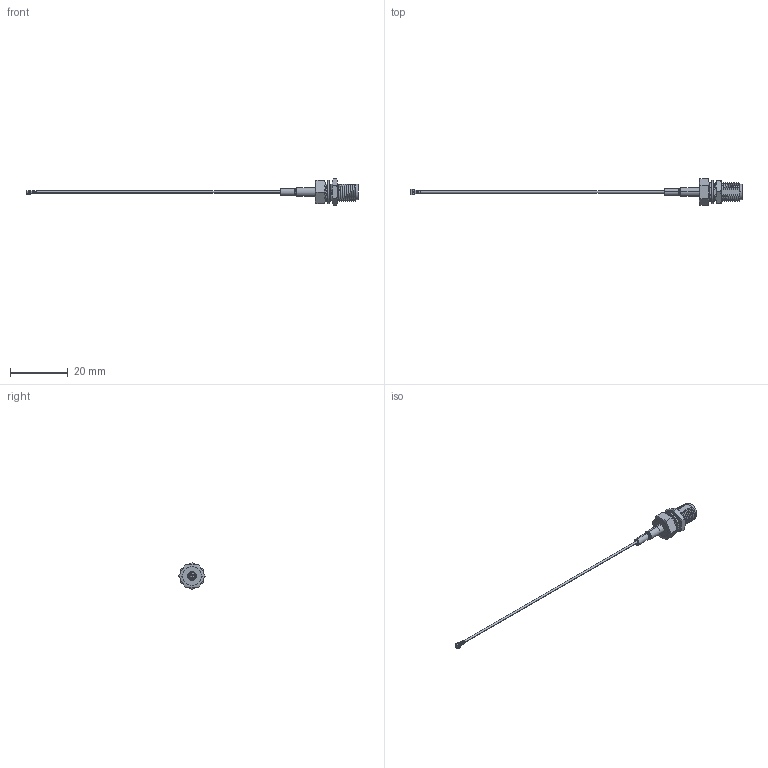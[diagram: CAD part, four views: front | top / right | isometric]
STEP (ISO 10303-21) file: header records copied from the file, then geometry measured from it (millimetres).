
FILE_DESCRIPTION (( 'STEP AP214' ), '1' );
FILE_NAME ('CAB.A02_web.STEP', '2020-04-09T06:14:34', ( '' ), ( '' ), 'SwSTEP 2.0', 'SolidWorks 2017', '' );
FILE_SCHEMA (( 'AUTOMOTIVE_DESIGN' ));
Length unit declared in the file: millimetre
Products named in the file (14): CAB.A02_web; 001315C000000A (for Assy); STD IPEX.MHF3(081).Au; 0.81 Coaxial Cable; SMA Washer; STD SMA(F)BKST.Au_default; SMA Nut; 001315C000000A (for Assy)_Black_1.37; STD SMA(F)BKST.Au
Assembly tree (7 placements, depth 2):
  CAB.A02_web
    STD SMA(F)BKST.Au
  001315C000000A (for Assy)
  STD IPEX.MHF3(081).Au
  SMA Washer
  SMA Nut
Bounding box: 114.87 x 9.24 x 9.24 mm (x, y, z)
Volume: 586.6 mm3; surface area: 1516.4 mm2
Topology: 6 solids, 6 shells, 520 faces, 1316 edges, 844 vertices
Faces by surface type: plane 272, cylinder 119, bspline 71, cone 48, torus 10
Entity records: 33132 total; most frequent: CARTESIAN_POINT 21245, ORIENTED_EDGE 2626, DIRECTION 2074, EDGE_CURVE 1313, VERTEX_POINT 842, AXIS2_PLACEMENT_3D 696, VECTOR 682, LINE 682
